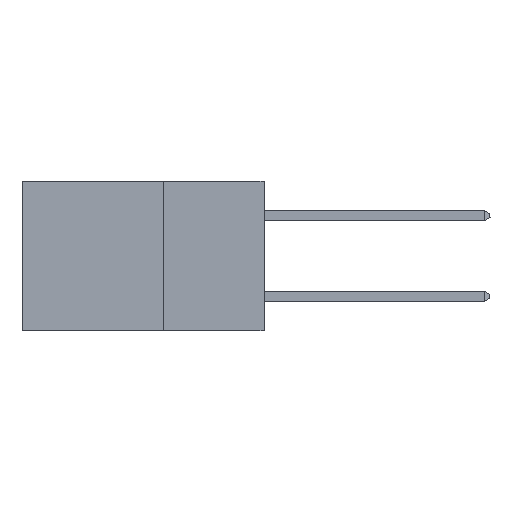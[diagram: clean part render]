
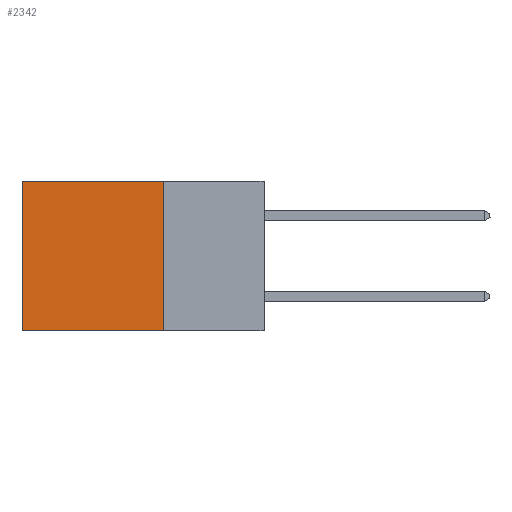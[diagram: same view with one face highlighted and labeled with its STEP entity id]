
A CAD part, left-side view. The second image highlights one B-rep face of the part: STEP entity #2342.
In plain terms, the highlighted planar face has unit normal (-1, 0, 0).
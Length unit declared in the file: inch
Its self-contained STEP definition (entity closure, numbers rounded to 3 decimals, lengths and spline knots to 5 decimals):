
#749 = CARTESIAN_POINT ( 'NONE',  ( 0.298, 0.25, 0. ) ) ;
#1057 = VECTOR ( 'NONE', #8344, 39.37008 ) ;
#2342 = ADVANCED_FACE ( 'NONE', ( #6570 ), #4609, .F. ) ;
#2530 = CARTESIAN_POINT ( 'NONE',  ( 0.298, 0.25, -0.37 ) ) ;
#2729 = CARTESIAN_POINT ( 'NONE',  ( 0.298, 0.6, 0. ) ) ;
#4088 = EDGE_CURVE ( 'NONE', #14257, #14926, #18681, .T. ) ;
#4227 = VERTEX_POINT ( 'NONE', #19785 ) ;
#4370 = DIRECTION ( 'NONE',  ( 0., 1., 0. ) ) ;
#4609 = PLANE ( 'NONE',  #15609 ) ;
#5022 = EDGE_LOOP ( 'NONE', ( #20665, #11535, #18310, #23810 ) ) ;
#5135 = VECTOR ( 'NONE', #6164, 39.37008 ) ;
#6164 = DIRECTION ( 'NONE',  ( 0., 0., -1. ) ) ;
#6378 = CARTESIAN_POINT ( 'NONE',  ( 0.298, 0.25, 0. ) ) ;
#6570 = FACE_OUTER_BOUND ( 'NONE', #5022, .T. ) ;
#7715 = CARTESIAN_POINT ( 'NONE',  ( 0.298, 0.25, 0. ) ) ;
#7986 = DIRECTION ( 'NONE',  ( 0., 0., -1. ) ) ;
#8222 = EDGE_CURVE ( 'NONE', #4227, #14926, #19354, .T. ) ;
#8344 = DIRECTION ( 'NONE',  ( 0., 1., 0. ) ) ;
#9635 = DIRECTION ( 'NONE',  ( 1., 0., 0. ) ) ;
#9731 = VECTOR ( 'NONE', #4370, 39.37008 ) ;
#9745 = CARTESIAN_POINT ( 'NONE',  ( 0.298, 0.6, -0.37 ) ) ;
#10019 = LINE ( 'NONE', #749, #1057 ) ;
#11535 = ORIENTED_EDGE ( 'NONE', *, *, #8222, .F. ) ;
#12031 = DIRECTION ( 'NONE',  ( 0., 0., -1. ) ) ;
#13708 = VECTOR ( 'NONE', #7986, 39.37008 ) ;
#14257 = VERTEX_POINT ( 'NONE', #23766 ) ;
#14926 = VERTEX_POINT ( 'NONE', #9745 ) ;
#14952 = EDGE_CURVE ( 'NONE', #21718, #14257, #10019, .T. ) ;
#15551 = CARTESIAN_POINT ( 'NONE',  ( 0.298, 0.25, 0. ) ) ;
#15609 = AXIS2_PLACEMENT_3D ( 'NONE', #6378, #9635, #12031 ) ;
#18310 = ORIENTED_EDGE ( 'NONE', *, *, #19559, .F. ) ;
#18681 = LINE ( 'NONE', #2729, #13708 ) ;
#19354 = LINE ( 'NONE', #2530, #9731 ) ;
#19559 = EDGE_CURVE ( 'NONE', #21718, #4227, #22677, .T. ) ;
#19785 = CARTESIAN_POINT ( 'NONE',  ( 0.298, 0.25, -0.37 ) ) ;
#20665 = ORIENTED_EDGE ( 'NONE', *, *, #4088, .T. ) ;
#21718 = VERTEX_POINT ( 'NONE', #7715 ) ;
#22677 = LINE ( 'NONE', #15551, #5135 ) ;
#23766 = CARTESIAN_POINT ( 'NONE',  ( 0.298, 0.6, 0. ) ) ;
#23810 = ORIENTED_EDGE ( 'NONE', *, *, #14952, .T. ) ;
